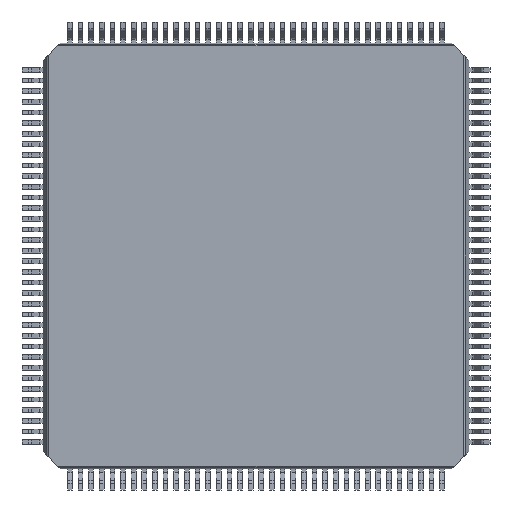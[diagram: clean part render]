
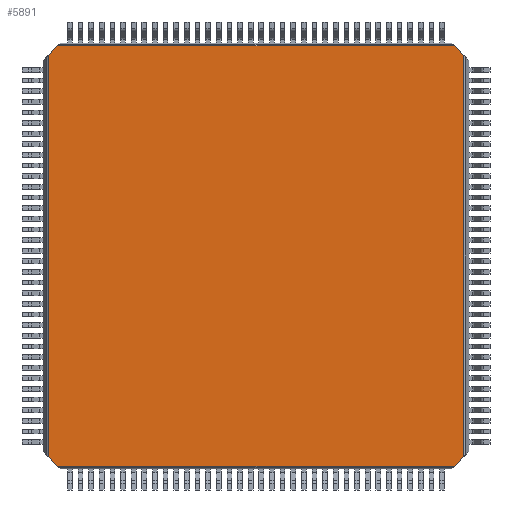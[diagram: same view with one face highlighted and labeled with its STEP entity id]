
A CAD part, front view. The second image highlights one B-rep face of the part: STEP entity #5891.
In plain terms, the highlighted planar face has unit normal (0, -1, 0).
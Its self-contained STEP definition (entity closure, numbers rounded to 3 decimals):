
#5891=ADVANCED_FACE('',(#11801),#11802,.T.);
#11801=FACE_OUTER_BOUND('',#17800,.T.);
#11802=PLANE('',#17801);
#17800=EDGE_LOOP('',(#35840,#35841,#35842,#35843,#35844,#35845,#35846,#35847));
#17801=AXIS2_PLACEMENT_3D('',#35848,#35849,#35850);
#35840=ORIENTED_EDGE('',*,*,#43949,.T.);
#35841=ORIENTED_EDGE('',*,*,#43952,.T.);
#35842=ORIENTED_EDGE('',*,*,#43953,.T.);
#35843=ORIENTED_EDGE('',*,*,#43954,.F.);
#35844=ORIENTED_EDGE('',*,*,#43955,.T.);
#35845=ORIENTED_EDGE('',*,*,#43956,.T.);
#35846=ORIENTED_EDGE('',*,*,#43957,.T.);
#35847=ORIENTED_EDGE('',*,*,#43958,.T.);
#35848=CARTESIAN_POINT('',(10.0,0.1,10.0));
#35849=DIRECTION('',(0.,-1.0,0.));
#35850=DIRECTION('',(-1.0,0.,0.));
#43949=EDGE_CURVE('',#54805,#54803,#54806,.T.);
#43952=EDGE_CURVE('',#54803,#54809,#54810,.T.);
#43953=EDGE_CURVE('',#54809,#54811,#54812,.T.);
#43954=EDGE_CURVE('',#54813,#54811,#54814,.T.);
#43955=EDGE_CURVE('',#54813,#54815,#54816,.T.);
#43956=EDGE_CURVE('',#54815,#54817,#54818,.T.);
#43957=EDGE_CURVE('',#54817,#54819,#54820,.T.);
#43958=EDGE_CURVE('',#54819,#54805,#54821,.T.);
#54803=VERTEX_POINT('',#69880);
#54805=VERTEX_POINT('',#69882);
#54806=LINE('',#69883,#69884);
#54809=VERTEX_POINT('',#69887);
#54810=LINE('',#69888,#69889);
#54811=VERTEX_POINT('',#69890);
#54812=LINE('',#69891,#69892);
#54813=VERTEX_POINT('',#69893);
#54814=LINE('',#69894,#69895);
#54815=VERTEX_POINT('',#69896);
#54816=LINE('',#69897,#69898);
#54817=VERTEX_POINT('',#69899);
#54818=LINE('',#69900,#69901);
#54819=VERTEX_POINT('',#69902);
#54820=LINE('',#69903,#69904);
#54821=LINE('',#69905,#69906);
#69880=CARTESIAN_POINT('',(0.687,0.1,-9.887));
#69882=CARTESIAN_POINT('',(0.24,0.1,-9.44));
#69883=CARTESIAN_POINT('',(-2.1,0.1,-7.1));
#69884=VECTOR('',#77703,1.0);
#69887=CARTESIAN_POINT('',(19.313,0.1,-9.887));
#69888=CARTESIAN_POINT('',(10.0,0.1,-9.887));
#69889=VECTOR('',#77707,1.0);
#69890=CARTESIAN_POINT('',(19.76,0.1,-9.44));
#69891=CARTESIAN_POINT('',(22.1,0.1,-7.1));
#69892=VECTOR('',#77708,1.0);
#69893=CARTESIAN_POINT('',(19.76,0.1,9.44));
#69894=CARTESIAN_POINT('',(19.76,0.1,10.0));
#69895=VECTOR('',#77709,1.0);
#69896=CARTESIAN_POINT('',(19.313,0.1,9.887));
#69897=CARTESIAN_POINT('',(17.1,0.1,12.1));
#69898=VECTOR('',#77710,1.0);
#69899=CARTESIAN_POINT('',(0.687,0.1,9.887));
#69900=CARTESIAN_POINT('',(10.0,0.1,9.887));
#69901=VECTOR('',#77711,1.0);
#69902=CARTESIAN_POINT('',(0.24,0.1,9.44));
#69903=CARTESIAN_POINT('',(2.9,0.1,12.1));
#69904=VECTOR('',#77712,1.0);
#69905=CARTESIAN_POINT('',(0.24,0.1,10.0));
#69906=VECTOR('',#77713,1.0);
#77703=DIRECTION('',(0.707,0.,-0.707));
#77707=DIRECTION('',(1.0,0.0,0.));
#77708=DIRECTION('',(0.707,0.,0.707));
#77709=DIRECTION('',(0.,0.0,-1.0));
#77710=DIRECTION('',(-0.707,0.,0.707));
#77711=DIRECTION('',(-1.0,-0.0,0.));
#77712=DIRECTION('',(-0.707,0.,-0.707));
#77713=DIRECTION('',(0.,0.0,-1.0));
